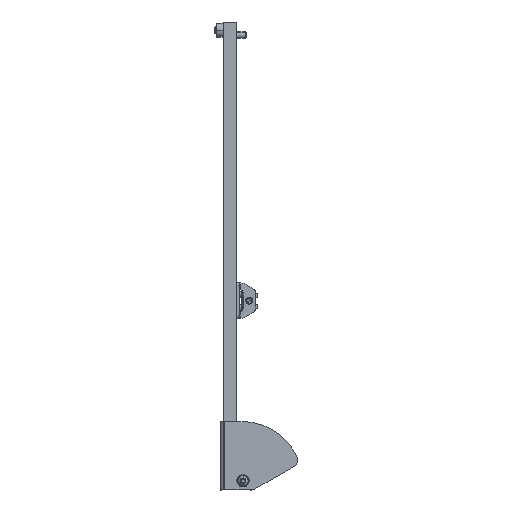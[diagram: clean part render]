
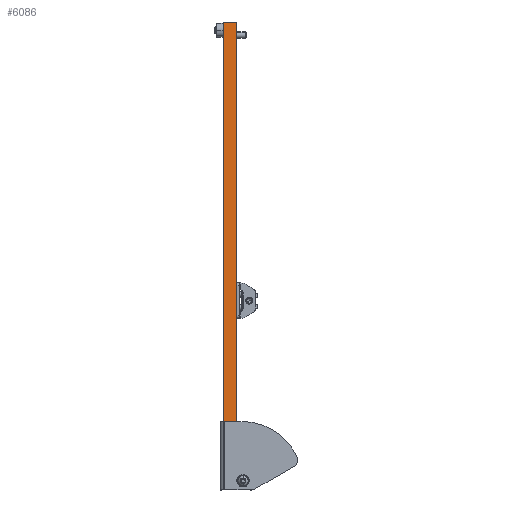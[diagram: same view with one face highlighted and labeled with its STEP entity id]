
A CAD part, left-side view. The second image highlights one B-rep face of the part: STEP entity #6086.
In plain terms, the highlighted planar face has unit normal (-1, 0, 0).
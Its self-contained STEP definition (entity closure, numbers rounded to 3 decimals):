
#332 = CARTESIAN_POINT ( 'NONE',  ( -232.5, 10., -171.5 ) ) ;
#345 = VERTEX_POINT ( 'NONE', #12727 ) ;
#665 = CARTESIAN_POINT ( 'NONE',  ( -232.5, 10., 171.5 ) ) ;
#1117 = DIRECTION ( 'NONE',  ( 1., 0., 0. ) ) ;
#1188 = FACE_OUTER_BOUND ( 'NONE', #12757, .T. ) ;
#1199 = VERTEX_POINT ( 'NONE', #9066 ) ;
#1663 = EDGE_CURVE ( 'NONE', #345, #2050, #2929, .T. ) ;
#1739 = VERTEX_POINT ( 'NONE', #2160 ) ;
#2012 = VECTOR ( 'NONE', #6529, 1000. ) ;
#2050 = VERTEX_POINT ( 'NONE', #6482 ) ;
#2160 = CARTESIAN_POINT ( 'NONE',  ( -232.5, 0., 171.5 ) ) ;
#2545 = DIRECTION ( 'NONE',  ( 0., 0., 1. ) ) ;
#2906 = ORIENTED_EDGE ( 'NONE', *, *, #1663, .T. ) ;
#2929 = LINE ( 'NONE', #12466, #4997 ) ;
#3990 = ORIENTED_EDGE ( 'NONE', *, *, #13489, .T. ) ;
#4744 = EDGE_CURVE ( 'NONE', #345, #1199, #11203, .T. ) ;
#4997 = VECTOR ( 'NONE', #5392, 1000. ) ;
#5392 = DIRECTION ( 'NONE',  ( 0., -1., 0. ) ) ;
#6086 = ADVANCED_FACE ( 'NONE', ( #1188 ), #9441, .F. ) ;
#6482 = CARTESIAN_POINT ( 'NONE',  ( -232.5, 0., -171.5 ) ) ;
#6529 = DIRECTION ( 'NONE',  ( 0., -1., 0. ) ) ;
#6901 = CARTESIAN_POINT ( 'NONE',  ( -232.5, 10., -171.5 ) ) ;
#7103 = ORIENTED_EDGE ( 'NONE', *, *, #11376, .F. ) ;
#7219 = DIRECTION ( 'NONE',  ( 0., 0., -1. ) ) ;
#7826 = LINE ( 'NONE', #14899, #14476 ) ;
#7963 = LINE ( 'NONE', #665, #2012 ) ;
#8949 = DIRECTION ( 'NONE',  ( 0., 0., 1. ) ) ;
#9066 = CARTESIAN_POINT ( 'NONE',  ( -232.5, 10., 171.5 ) ) ;
#9441 = PLANE ( 'NONE',  #11361 ) ;
#10739 = VECTOR ( 'NONE', #2545, 1000. ) ;
#11203 = LINE ( 'NONE', #332, #10739 ) ;
#11361 = AXIS2_PLACEMENT_3D ( 'NONE', #6901, #1117, #7219 ) ;
#11376 = EDGE_CURVE ( 'NONE', #1199, #1739, #7963, .T. ) ;
#12466 = CARTESIAN_POINT ( 'NONE',  ( -232.5, 10., -171.5 ) ) ;
#12727 = CARTESIAN_POINT ( 'NONE',  ( -232.5, 10., -171.5 ) ) ;
#12757 = EDGE_LOOP ( 'NONE', ( #3990, #7103, #14062, #2906 ) ) ;
#13489 = EDGE_CURVE ( 'NONE', #2050, #1739, #7826, .T. ) ;
#14062 = ORIENTED_EDGE ( 'NONE', *, *, #4744, .F. ) ;
#14476 = VECTOR ( 'NONE', #8949, 1000. ) ;
#14899 = CARTESIAN_POINT ( 'NONE',  ( -232.5, 0., -171.5 ) ) ;
